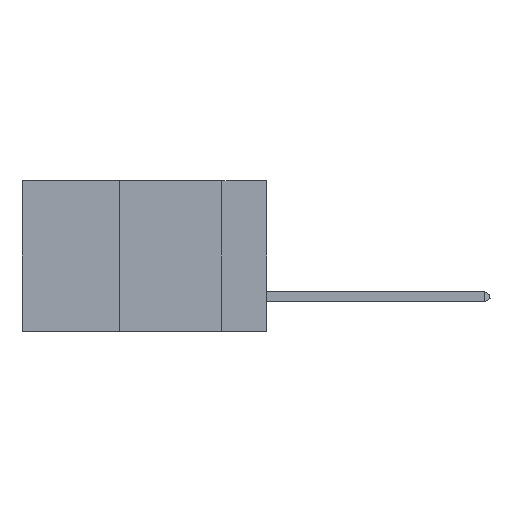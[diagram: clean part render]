
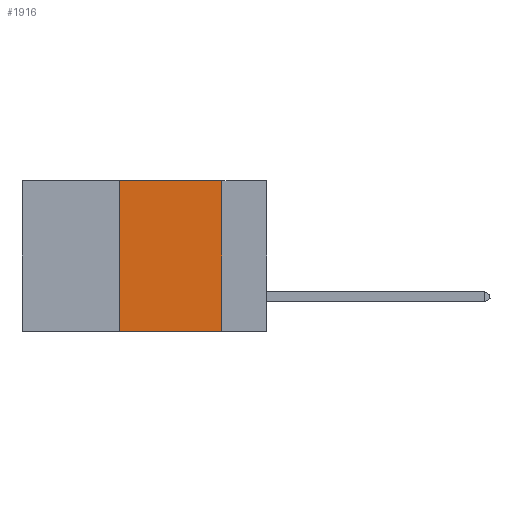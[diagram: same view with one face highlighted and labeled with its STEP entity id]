
A CAD part, left-side view. The second image highlights one B-rep face of the part: STEP entity #1916.
In plain terms, the highlighted planar face has unit normal (-1, 0, 0).
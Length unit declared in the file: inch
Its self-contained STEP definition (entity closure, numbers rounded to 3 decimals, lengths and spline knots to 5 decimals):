
#91 = LINE ( 'NONE', #7237, #5545 ) ;
#96 = ORIENTED_EDGE ( 'NONE', *, *, #5868, .F. ) ;
#101 = DIRECTION ( 'NONE',  ( 0., 0., 1. ) ) ;
#180 = EDGE_CURVE ( 'NONE', #1979, #492, #2650, .T. ) ;
#492 = VERTEX_POINT ( 'NONE', #7908 ) ;
#1902 = VECTOR ( 'NONE', #9314, 39.37008 ) ;
#1916 = ADVANCED_FACE ( 'NONE', ( #7478 ), #9217, .F. ) ;
#1979 = VERTEX_POINT ( 'NONE', #6525 ) ;
#2046 = VERTEX_POINT ( 'NONE', #5417 ) ;
#2384 = DIRECTION ( 'NONE',  ( 0., 0., -1. ) ) ;
#2431 = EDGE_CURVE ( 'NONE', #10168, #2046, #3526, .T. ) ;
#2650 = LINE ( 'NONE', #4333, #1902 ) ;
#2948 = ORIENTED_EDGE ( 'NONE', *, *, #5576, .F. ) ;
#3526 = LINE ( 'NONE', #8512, #4889 ) ;
#3750 = DIRECTION ( 'NONE',  ( 0., -1., 0. ) ) ;
#4333 = CARTESIAN_POINT ( 'NONE',  ( 0., 0.6, 0. ) ) ;
#4500 = CARTESIAN_POINT ( 'NONE',  ( 0., 0.36, -0.37 ) ) ;
#4889 = VECTOR ( 'NONE', #3750, 39.37008 ) ;
#5259 = DIRECTION ( 'NONE',  ( 1., 0., 0. ) ) ;
#5417 = CARTESIAN_POINT ( 'NONE',  ( 0., 0.11, -0.37 ) ) ;
#5545 = VECTOR ( 'NONE', #2384, 39.37008 ) ;
#5576 = EDGE_CURVE ( 'NONE', #10168, #1979, #11804, .T. ) ;
#5705 = VECTOR ( 'NONE', #101, 39.37008 ) ;
#5868 = EDGE_CURVE ( 'NONE', #492, #2046, #91, .T. ) ;
#6287 = CARTESIAN_POINT ( 'NONE',  ( 0., 0.6, 0. ) ) ;
#6525 = CARTESIAN_POINT ( 'NONE',  ( 0., 0.36, 0. ) ) ;
#7237 = CARTESIAN_POINT ( 'NONE',  ( 0., 0.11, 0. ) ) ;
#7478 = FACE_OUTER_BOUND ( 'NONE', #11697, .T. ) ;
#7908 = CARTESIAN_POINT ( 'NONE',  ( 0., 0.11, 0. ) ) ;
#7977 = AXIS2_PLACEMENT_3D ( 'NONE', #6287, #5259, #12051 ) ;
#8512 = CARTESIAN_POINT ( 'NONE',  ( 0., 0.6, -0.37 ) ) ;
#8840 = CARTESIAN_POINT ( 'NONE',  ( 0., 0.36, 0. ) ) ;
#9217 = PLANE ( 'NONE',  #7977 ) ;
#9314 = DIRECTION ( 'NONE',  ( 0., -1., 0. ) ) ;
#10089 = ORIENTED_EDGE ( 'NONE', *, *, #180, .F. ) ;
#10168 = VERTEX_POINT ( 'NONE', #4500 ) ;
#11526 = ORIENTED_EDGE ( 'NONE', *, *, #2431, .T. ) ;
#11697 = EDGE_LOOP ( 'NONE', ( #96, #10089, #2948, #11526 ) ) ;
#11804 = LINE ( 'NONE', #8840, #5705 ) ;
#12051 = DIRECTION ( 'NONE',  ( 0., 0., -1. ) ) ;
